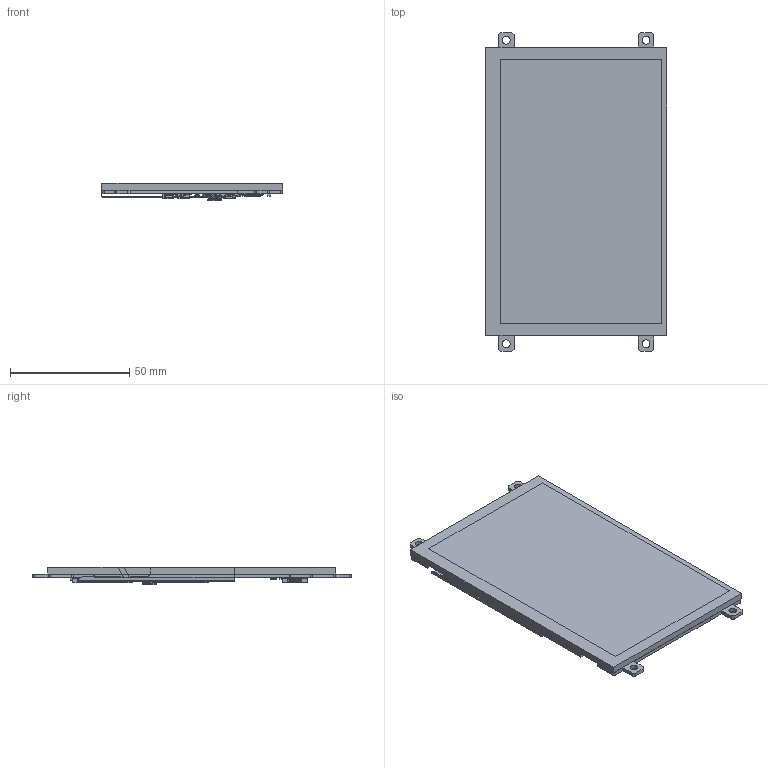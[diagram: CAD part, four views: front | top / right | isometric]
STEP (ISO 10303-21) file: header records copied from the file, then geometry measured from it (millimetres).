
FILE_DESCRIPTION(/* description */ (''),/* implementation_level */ '2;1');
FILE_NAME(/* name */ 'DPP-XH50-V1 v2.step',/* time_stamp */ '2024-02-14T13:40:16+01:00',/* author */ (''),/* organization */ (''),/* preprocessor_version */ 'ST-DEVELOPER v20',/* originating_system */ 'Autodesk Translation Framework v12.14.0.127',/* authorisation */ '');
FILE_SCHEMA (('AUTOMOTIVE_DESIGN { 1 0 10303 214 3 1 1 }'));
Products named in the file (110): DPP-XH50-V1; DIB-XH50-V1; Board; Open CASCADE STEP translator 7.5 1.1.1; T2; R408; R407; R406; R405; R404; R403; R400; R22; R21; R20; R19; R2; L401; L10; J21; J20; J13; C403; C23; User Library-Ceramic_Capacitor_0805_h32mil; Pin1; Pin2; CeramicBody; C13; C12; C11; C10; C9; C8; L5; 74404063010_Download_STP_WE-LQS-6028_rev1; housing; contact; spule; Glue ...
Assembly tree (206 placements, depth 5):
  DPP-XH50-V1
    DIB-XH50-V1
      Board
        Open CASCADE STEP translator 7.5 1.1.1
      T2
        sot-23
      R408
        RES0603
      R407
        RES0603
      R406
        RES0603
      R405
        RES0603
      R404
        RES0603
      R403
        RES0603
      R400
        RES0603
      R22
        RES0603
      R21
        RES0603
      R20
        RES0603
      R19
        RES0603
      R2
        RES0603
      L401
        User Library-ind_0805
      L10
        User Library-ind_0805
      J21
        RES0603
      J20
        RES0603
      J13
        RES0603
      C403
        User Library-CAPC1608X09
      C23
        User Library-Ceramic_Capacitor_0805_h32mil
          Pin1
          Pin2
          CeramicBody
      C13
        User Library-CAPC1608X09
      C12
        User Library-CAPC1608X09
      C11
        User Library-CAPC1608X09
      C10
        User Library-CAPC1608X09
      C9
        User Library-CAPC1608X09
      C8
        User Library-CAPC1608X09
      L5
Bounding box: 76.09 x 133.7 x 7.27 mm (x, y, z)
Volume: 41995.9 mm3; surface area: 48925.1 mm2
Topology: 224 solids, 224 shells, 8573 faces, 24693 edges, 16038 vertices
Faces by surface type: plane 6544, cylinder 1334, bspline 484, sphere 209, torus 2
Full cylindrical faces by diameter (mm): 0.8 x1, 3.2 x4, 4 x1
Entity records: 153959 total; most frequent: CARTESIAN_POINT 34680, ORIENTED_EDGE 25448, DIRECTION 22772, EDGE_CURVE 12724, LINE 10920, VECTOR 10920, VERTEX_POINT 8292, AXIS2_PLACEMENT_3D 5926
